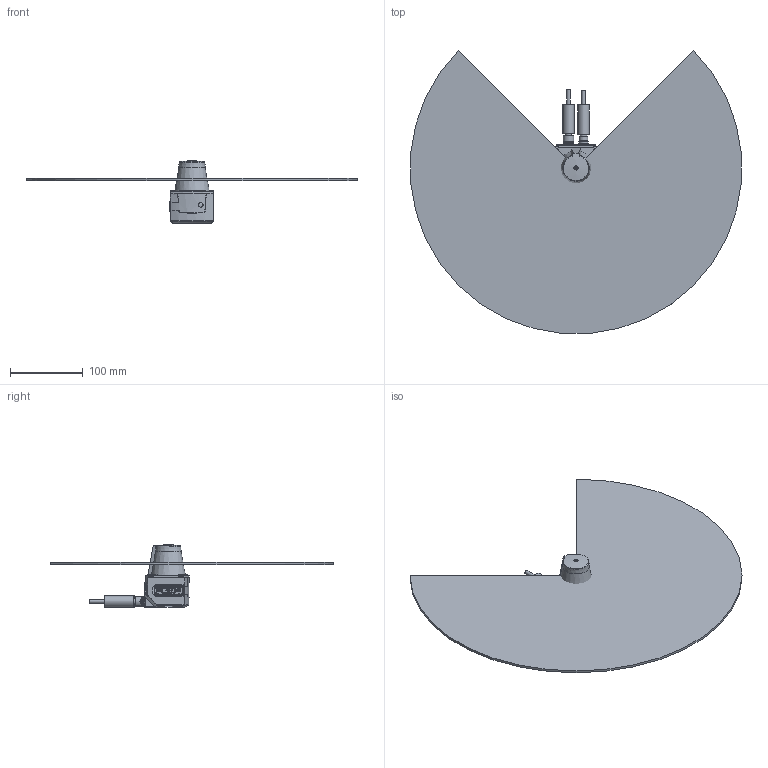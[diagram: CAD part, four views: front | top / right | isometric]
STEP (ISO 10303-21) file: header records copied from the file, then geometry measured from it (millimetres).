
FILE_DESCRIPTION(/* description */ ('STEP AP242','CAx-IF Rec.Pracs.---Representation and Presentation of Product Manufacturing Information (PMI)---4.0---2014-10-13','CAx-IF Rec.Pracs.---3D Tessellated Geometry---0.4---2014-09-14','2;1'),/* implementation_level */ '2;1');
FILE_NAME(/* name */ '684e48e98477e03b12555ec5',/* time_stamp */ '2025-06-15T04:15:38Z',/* author */ (''),/* organization */ (''),/* preprocessor_version */ 'ST-DEVELOPER v20',/* originating_system */ 'ONSHAPE BY PTC INC, 1.199',/* authorisation */ ' ');
FILE_SCHEMA (('AP242_MANAGED_MODEL_BASED_3D_ENGINEERING_MIM_LF { 1 0 10303 442 1 1 4 }'));
Products named in the file (5): TIM561_horizontal_mount; Part 1; Steckeranschluss^TIM561; Mantelteile^TIM561
Assembly tree (5 placements, depth 2):
  TIM561_horizontal_mount
    Part 1  x2
    Steckeranschluss^TIM561
    Part 1
    Mantelteile^TIM561
Bounding box: 455.46 x 389.39 x 85.83 mm (x, y, z)
Volume: 415463.7 mm3; surface area: 283198.2 mm2
Topology: 4 solids, 5 shells, 689 faces, 1805 edges, 1154 vertices
Faces by surface type: cylinder 262, plane 229, bspline 109, sphere 33, cone 31, torus 25
Full cylindrical faces by diameter (mm): 1.5 x2, 2.5 x4, 3.8 x4, 5 x4, 5.08 x2, 6 x4, 8.1 x1, 8.375 x1, 10.76 x2, 10.8 x1, 12.1 x1, 13.5 x2, 14.2 x1, 15.24 x2, 17.2 x2
Entity records: 45303 total; most frequent: CARTESIAN_POINT 24843, ORIENTED_EDGE 3438, DIRECTION 3175, EDGE_CURVE 1719, AXIS2_PLACEMENT_3D 1246, VERTEX_POINT 1129, EDGE_LOOP 786, FACE_BOUND 786
